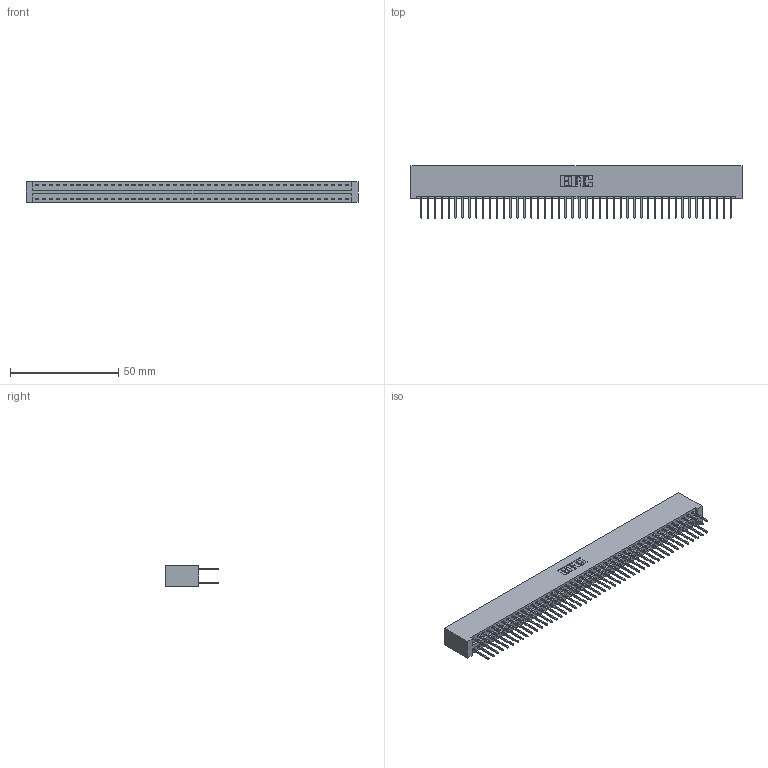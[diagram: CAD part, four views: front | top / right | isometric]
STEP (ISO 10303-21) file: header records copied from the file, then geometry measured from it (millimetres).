
FILE_DESCRIPTION (( 'STEP AP203' ), '1' );
FILE_NAME ('396-092-526-201.STEP', '2018-09-12T09:14:04', ( '' ), ( '' ), 'SwSTEP 2.0', 'SolidWorks 2016', '' );
FILE_SCHEMA (( 'CONFIG_CONTROL_DESIGN' ));
Length unit declared in the file: inch
Products named in the file (3): 346 Part_No Mounting Lugs; 345-292-001_345-293-126; 396-092-526-201
Assembly tree (93 placements, depth 2):
  396-092-526-201
    346 Part_No Mounting Lugs
    345-292-001_345-293-126  x92
Bounding box: 153.29 x 24.13 x 9.4 mm (x, y, z)
Volume: 15702.8 mm3; surface area: 22485.9 mm2
Topology: 93 solids, 93 shells, 4898 faces, 14565 edges, 9586 vertices
Faces by surface type: plane 3292, cylinder 1606
Entity records: 29223 total; most frequent: CARTESIAN_POINT 4808, ORIENTED_EDGE 4742, DIRECTION 4283, EDGE_CURVE 2371, VECTOR 2063, LINE 2063, VERTEX_POINT 1578, AXIS2_PLACEMENT_3D 1110
